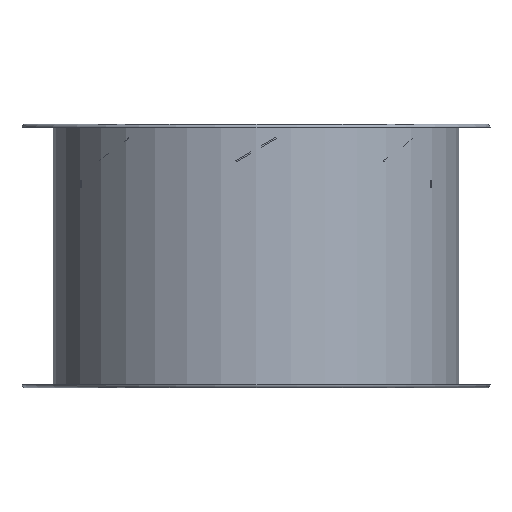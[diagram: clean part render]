
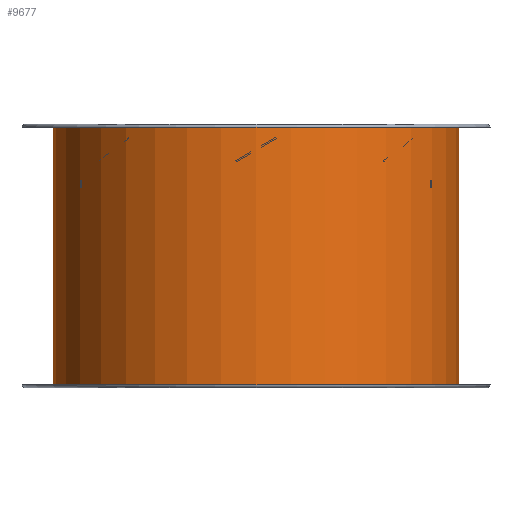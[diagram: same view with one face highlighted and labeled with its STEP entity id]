
A CAD part, front view. The second image highlights one B-rep face of the part: STEP entity #9677.
In plain terms, the highlighted cylindrical face has radius 307.5 mm (diameter 615 mm), a partial arc.
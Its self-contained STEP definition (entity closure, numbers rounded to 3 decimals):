
#5294 = CARTESIAN_POINT ( 'NONE',  ( -307.5, 0., -5. ) ) ;
#5386 = DIRECTION ( 'NONE',  ( 1., 0., 0. ) ) ;
#5387 = DIRECTION ( 'NONE',  ( 0., 0., 1. ) ) ;
#5388 = CARTESIAN_POINT ( 'NONE',  ( 0., 0., -395. ) ) ;
#5389 = AXIS2_PLACEMENT_3D ( 'NONE', #5388, #5387, #5386 ) ;
#5394 = CIRCLE ( 'NONE', #5389, 307.5 ) ;
#5396 = DIRECTION ( 'NONE',  ( 0., 0., 1. ) ) ;
#5397 = VECTOR ( 'NONE', #5396, 1000. ) ;
#5398 = CARTESIAN_POINT ( 'NONE',  ( -307.5, 0., 42.986 ) ) ;
#5399 = LINE ( 'NONE', #5398, #5397 ) ;
#5400 = CARTESIAN_POINT ( 'NONE',  ( -307.5, 0., -395. ) ) ;
#5401 = CARTESIAN_POINT ( 'NONE',  ( 307.5, 0., -395. ) ) ;
#5418 = CARTESIAN_POINT ( 'NONE',  ( 307.5, 0., -5. ) ) ;
#5419 = DIRECTION ( 'NONE',  ( 1., 0., 0. ) ) ;
#5420 = DIRECTION ( 'NONE',  ( 0., 0., 1. ) ) ;
#5421 = CARTESIAN_POINT ( 'NONE',  ( 0., 0., -5. ) ) ;
#5422 = AXIS2_PLACEMENT_3D ( 'NONE', #5421, #5420, #5419 ) ;
#5423 = CIRCLE ( 'NONE', #5422, 307.5 ) ;
#5452 = DIRECTION ( 'NONE',  ( 0., 0., 1. ) ) ;
#5453 = VECTOR ( 'NONE', #5452, 1000. ) ;
#5454 = CARTESIAN_POINT ( 'NONE',  ( 307.5, 0., 42.986 ) ) ;
#5455 = LINE ( 'NONE', #5454, #5453 ) ;
#5700 = DIRECTION ( 'NONE',  ( 1., 0., 0. ) ) ;
#5701 = DIRECTION ( 'NONE',  ( 0., 0., 1. ) ) ;
#5702 = CARTESIAN_POINT ( 'NONE',  ( 0., 0., 42.986 ) ) ;
#5703 = AXIS2_PLACEMENT_3D ( 'NONE', #5702, #5701, #5700 ) ;
#5704 = CYLINDRICAL_SURFACE ( 'NONE', #5703, 307.5 ) ;
#5709 = FACE_OUTER_BOUND ( 'NONE', #9678, .T. ) ;
#9449 = VERTEX_POINT ( 'NONE', #5294 ) ;
#9494 = EDGE_CURVE ( 'NONE', #9513, #9512, #5394, .T. ) ;
#9504 = EDGE_CURVE ( 'NONE', #9449, #9505, #5423, .T. ) ;
#9505 = VERTEX_POINT ( 'NONE', #5418 ) ;
#9512 = VERTEX_POINT ( 'NONE', #5401 ) ;
#9513 = VERTEX_POINT ( 'NONE', #5400 ) ;
#9515 = EDGE_CURVE ( 'NONE', #9513, #9449, #5399, .T. ) ;
#9519 = EDGE_CURVE ( 'NONE', #9512, #9505, #5455, .T. ) ;
#9677 = ADVANCED_FACE ( 'NONE', ( #5709 ), #5704, .T. ) ;
#9678 = EDGE_LOOP ( 'NONE', ( #9679, #9680, #9681, #9682 ) ) ;
#9679 = ORIENTED_EDGE ( 'NONE', *, *, #9515, .F. ) ;
#9680 = ORIENTED_EDGE ( 'NONE', *, *, #9494, .T. ) ;
#9681 = ORIENTED_EDGE ( 'NONE', *, *, #9519, .T. ) ;
#9682 = ORIENTED_EDGE ( 'NONE', *, *, #9504, .F. ) ;
